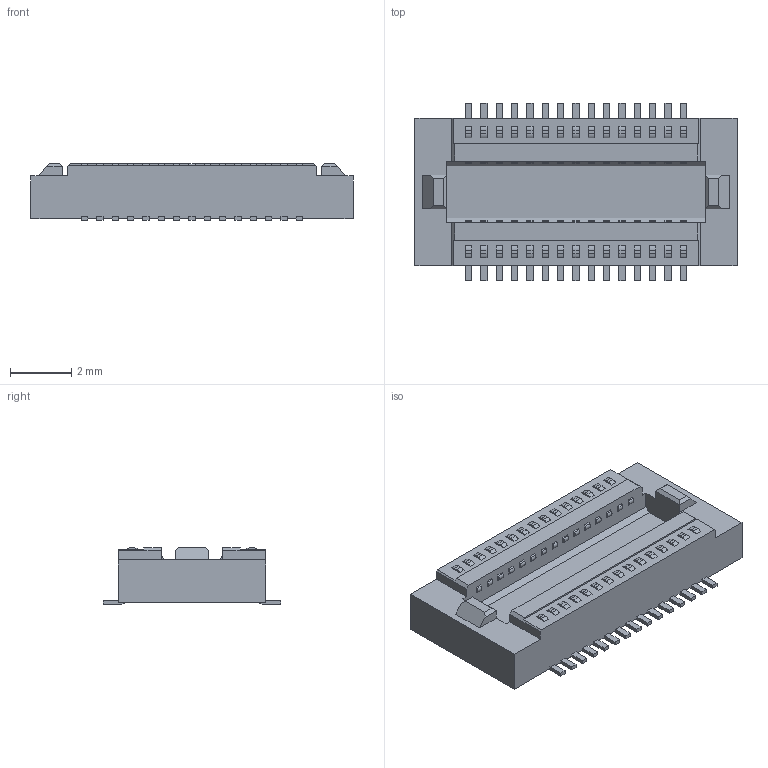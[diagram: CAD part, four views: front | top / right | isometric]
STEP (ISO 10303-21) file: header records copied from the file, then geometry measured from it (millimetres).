
FILE_DESCRIPTION (( 'STEP AP214' ), '1' );
FILE_NAME ('axk5f30547y.stp', '2007-10-16T02:28:31', ( '' ), ( 'PanasonicCorporation' ), '', '', '' );
FILE_SCHEMA (( 'AUTOMOTIVE_DESIGN' ));
Length unit declared in the file: millimetre
Products named in the file (1): axk5f30547y
Bounding box: 10.5 x 5.8 x 1.85 mm (x, y, z)
Volume: 68.4 mm3; surface area: 185.7 mm2
Topology: 1 solids, 1 shells, 552 faces, 1466 edges, 976 vertices
Faces by surface type: plane 402, cylinder 150
Entity records: 17081 total; most frequent: CARTESIAN_POINT 2995, ORIENTED_EDGE 2932, DIRECTION 2872, EDGE_CURVE 1466, LINE 1166, VECTOR 1166, VERTEX_POINT 976, AXIS2_PLACEMENT_3D 853
